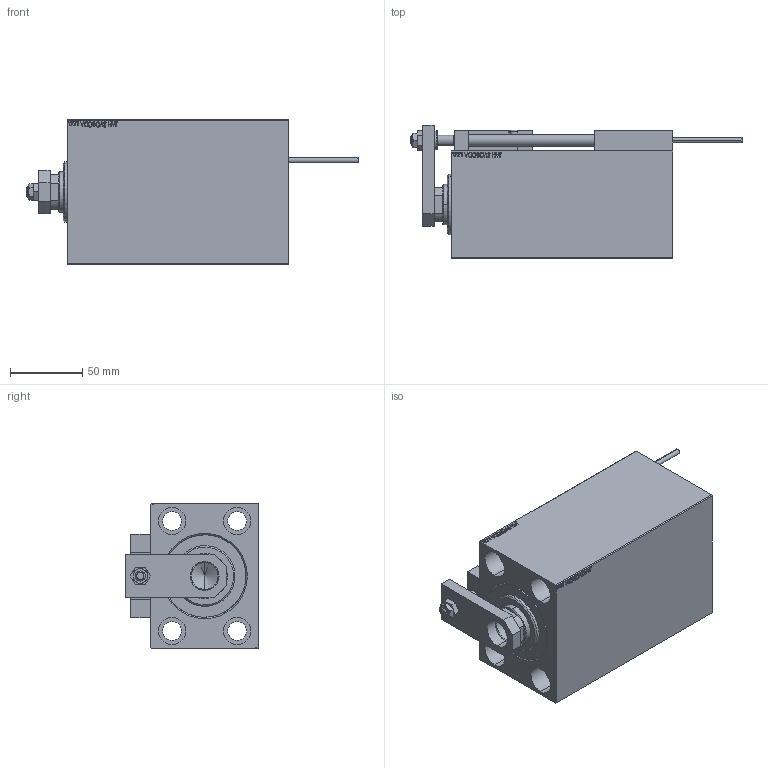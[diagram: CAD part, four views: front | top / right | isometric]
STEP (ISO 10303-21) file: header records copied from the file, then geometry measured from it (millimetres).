
FILE_DESCRIPTION (( 'STEP AP203' ), '1' );
FILE_NAME ('61c5.STEP', '2021-03-18T22:17:53', ( '' ), ( '' ), 'SwSTEP 2.0', 'SolidWorks 2019', '' );
FILE_SCHEMA (( 'CONFIG_CONTROL_DESIGN' ));
Length unit declared in the file: millimetre
Products named in the file (16): SWITCH X ee8116a0f2354dc9f6eef4bc7621bfd3; SWITCH DIM B,W ee8116a0f2354dc9f6eef4bc7621bfd3; ALLEN BOLT D8 ee8116a0f2354dc9f6eef4bc7621bfd3; NUT_D10 ee8116a0f2354dc9f6eef4bc7621bfd3; 61c5; SWITCH_X_FRONT_BACK ee8116a0f2354dc9f6eef4bc7621bfd3; NUT_D12 ee8116a0f2354dc9f6eef4bc7621bfd3; TYC_L79 ee8116a0f2354dc9f6eef4bc7621bfd3; V450CM_C ee8116a0f2354dc9f6eef4bc7621bfd3; MAGNET ee8116a0f2354dc9f6eef4bc7621bfd3; ZARAZKA ee8116a0f2354dc9f6eef4bc7621bfd3; Block ee8116a0f2354dc9f6eef4bc7621bfd3; V450CM_C_VCP ee8116a0f2354dc9f6eef4bc7621bfd3; V450CM_VC_B ee8116a0f2354dc9f6eef4bc7621bfd3; ALLEN BOLT D5 ee8116a0f2354dc9f6eef4bc7621bfd3; KONCOVKA ee8116a0f2354dc9f6eef4bc7621bfd3
Assembly tree (25 placements, depth 3):
  61c5
    V450CM_C ee8116a0f2354dc9f6eef4bc7621bfd3
    SWITCH X ee8116a0f2354dc9f6eef4bc7621bfd3
      SWITCH_X_FRONT_BACK ee8116a0f2354dc9f6eef4bc7621bfd3  x2
      TYC_L79 ee8116a0f2354dc9f6eef4bc7621bfd3
      Block ee8116a0f2354dc9f6eef4bc7621bfd3  x2
      ALLEN BOLT D5 ee8116a0f2354dc9f6eef4bc7621bfd3  x4
      ALLEN BOLT D8 ee8116a0f2354dc9f6eef4bc7621bfd3  x4
      MAGNET ee8116a0f2354dc9f6eef4bc7621bfd3  x2
      KONCOVKA ee8116a0f2354dc9f6eef4bc7621bfd3  x2
    NUT_D12 ee8116a0f2354dc9f6eef4bc7621bfd3
    SWITCH DIM B,W ee8116a0f2354dc9f6eef4bc7621bfd3
    ZARAZKA ee8116a0f2354dc9f6eef4bc7621bfd3
    NUT_D10 ee8116a0f2354dc9f6eef4bc7621bfd3
    V450CM_C_VCP ee8116a0f2354dc9f6eef4bc7621bfd3
    V450CM_VC_B ee8116a0f2354dc9f6eef4bc7621bfd3
Bounding box: 229.7 x 92.5 x 100 mm (x, y, z)
Volume: 998526 mm3; surface area: 178723 mm2
Topology: 24 solids, 24 shells, 1302 faces, 3117 edges, 1992 vertices
Faces by surface type: plane 569, bspline 380, cylinder 192, cone 113, torus 44, sphere 4
Entity records: 51052 total; most frequent: CARTESIAN_POINT 26221, ORIENTED_EDGE 5254, DIRECTION 3550, EDGE_CURVE 2627, VERTEX_POINT 1716, LINE 1504, VECTOR 1504, EDGE_LOOP 1215
